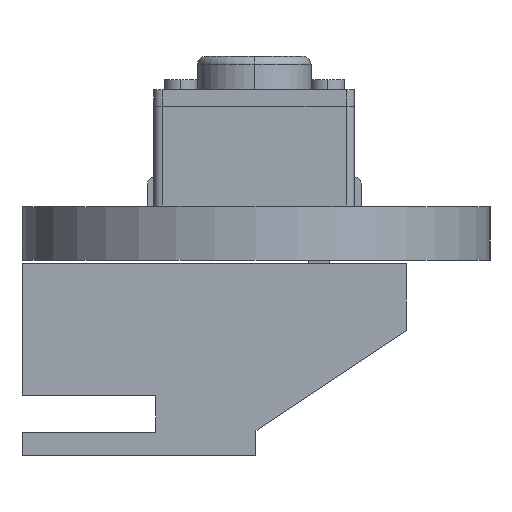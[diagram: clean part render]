
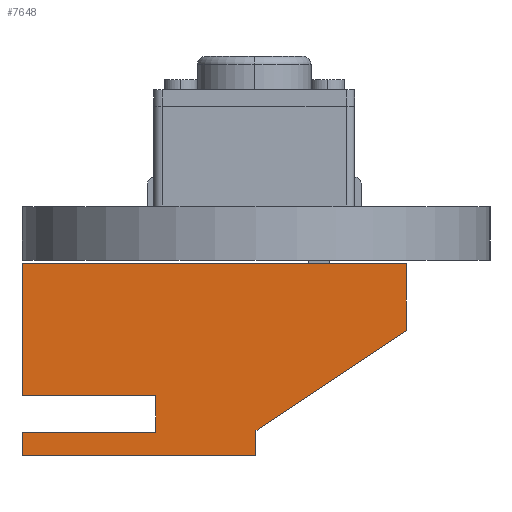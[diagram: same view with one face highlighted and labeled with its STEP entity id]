
A CAD part, left-side view. The second image highlights one B-rep face of the part: STEP entity #7648.
In plain terms, the highlighted planar face has unit normal (-1, 0, 0).
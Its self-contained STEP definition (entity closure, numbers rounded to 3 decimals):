
#7408 = VERTEX_POINT('',#7409);
#7409 = CARTESIAN_POINT('',(66.25,14.,
    -1.7));
#7415 = EDGE_CURVE('',#7408,#7416,#7418,.T.);
#7416 = VERTEX_POINT('',#7417);
#7417 = CARTESIAN_POINT('',(66.25,2.5,
    -1.7));
#7418 = LINE('',#7419,#7420);
#7419 = CARTESIAN_POINT('',(66.25,14.,
    -1.7));
#7420 = VECTOR('',#7421,1.);
#7421 = DIRECTION('',(0.,-1.,0.));
#7648 = ADVANCED_FACE('',(#7649),#7722,.T.);
#7649 = FACE_BOUND('',#7650,.T.);
#7650 = EDGE_LOOP('',(#7651,#7659,#7667,#7675,#7683,#7691,#7699,#7707,
    #7715,#7721));
#7651 = ORIENTED_EDGE('',*,*,#7652,.T.);
#7652 = EDGE_CURVE('',#7408,#7653,#7655,.T.);
#7653 = VERTEX_POINT('',#7654);
#7654 = CARTESIAN_POINT('',(66.25,14.,
    -5.65));
#7655 = LINE('',#7656,#7657);
#7656 = CARTESIAN_POINT('',(66.25,14.,
    -1.7));
#7657 = VECTOR('',#7658,1.);
#7658 = DIRECTION('',(0.,0.,-1.));
#7659 = ORIENTED_EDGE('',*,*,#7660,.T.);
#7660 = EDGE_CURVE('',#7653,#7661,#7663,.T.);
#7661 = VERTEX_POINT('',#7662);
#7662 = CARTESIAN_POINT('',(66.25,10.,
    -5.65));
#7663 = LINE('',#7664,#7665);
#7664 = CARTESIAN_POINT('',(66.25,5.12,
    -5.65));
#7665 = VECTOR('',#7666,1.);
#7666 = DIRECTION('',(0.,-1.,0.));
#7667 = ORIENTED_EDGE('',*,*,#7668,.T.);
#7668 = EDGE_CURVE('',#7661,#7669,#7671,.T.);
#7669 = VERTEX_POINT('',#7670);
#7670 = CARTESIAN_POINT('',(66.25,10.,
    -6.75));
#7671 = LINE('',#7672,#7673);
#7672 = CARTESIAN_POINT('',(66.25,10.,
    -1.7));
#7673 = VECTOR('',#7674,1.);
#7674 = DIRECTION('',(0.,0.,-1.));
#7675 = ORIENTED_EDGE('',*,*,#7676,.T.);
#7676 = EDGE_CURVE('',#7669,#7677,#7679,.T.);
#7677 = VERTEX_POINT('',#7678);
#7678 = CARTESIAN_POINT('',(66.25,14.,
    -6.75));
#7679 = LINE('',#7680,#7681);
#7680 = CARTESIAN_POINT('',(66.25,5.12,
    -6.75));
#7681 = VECTOR('',#7682,1.);
#7682 = DIRECTION('',(0.,1.,0.));
#7683 = ORIENTED_EDGE('',*,*,#7684,.T.);
#7684 = EDGE_CURVE('',#7677,#7685,#7687,.T.);
#7685 = VERTEX_POINT('',#7686);
#7686 = CARTESIAN_POINT('',(66.25,14.,
    -7.45));
#7687 = LINE('',#7688,#7689);
#7688 = CARTESIAN_POINT('',(66.25,14.,
    -1.7));
#7689 = VECTOR('',#7690,1.);
#7690 = DIRECTION('',(0.,0.,-1.));
#7691 = ORIENTED_EDGE('',*,*,#7692,.T.);
#7692 = EDGE_CURVE('',#7685,#7693,#7695,.T.);
#7693 = VERTEX_POINT('',#7694);
#7694 = CARTESIAN_POINT('',(66.25,7.,
    -7.45));
#7695 = LINE('',#7696,#7697);
#7696 = CARTESIAN_POINT('',(66.25,5.12,
    -7.45));
#7697 = VECTOR('',#7698,1.);
#7698 = DIRECTION('',(0.,-1.,0.));
#7699 = ORIENTED_EDGE('',*,*,#7700,.T.);
#7700 = EDGE_CURVE('',#7693,#7701,#7703,.T.);
#7701 = VERTEX_POINT('',#7702);
#7702 = CARTESIAN_POINT('',(66.25,7.,
    -6.7));
#7703 = LINE('',#7704,#7705);
#7704 = CARTESIAN_POINT('',(66.25,7.,
    -1.7));
#7705 = VECTOR('',#7706,1.);
#7706 = DIRECTION('',(0.,0.,1.));
#7707 = ORIENTED_EDGE('',*,*,#7708,.T.);
#7708 = EDGE_CURVE('',#7701,#7709,#7711,.T.);
#7709 = VERTEX_POINT('',#7710);
#7710 = CARTESIAN_POINT('',(66.25,2.5,
    -3.7));
#7711 = LINE('',#7712,#7713);
#7712 = CARTESIAN_POINT('',(66.25,7.,
    -6.7));
#7713 = VECTOR('',#7714,1.);
#7714 = DIRECTION('',(0.,-0.832,0.555));
#7715 = ORIENTED_EDGE('',*,*,#7716,.T.);
#7716 = EDGE_CURVE('',#7709,#7416,#7717,.T.);
#7717 = LINE('',#7718,#7719);
#7718 = CARTESIAN_POINT('',(66.25,2.5,
    -1.7));
#7719 = VECTOR('',#7720,1.);
#7720 = DIRECTION('',(0.,0.,1.));
#7721 = ORIENTED_EDGE('',*,*,#7415,.F.);
#7722 = PLANE('',#7723);
#7723 = AXIS2_PLACEMENT_3D('',#7724,#7725,#7726);
#7724 = CARTESIAN_POINT('',(66.25,5.12,
    -1.7));
#7725 = DIRECTION('',(-1.,0.,0.));
#7726 = DIRECTION('',(0.,0.,-1.));
